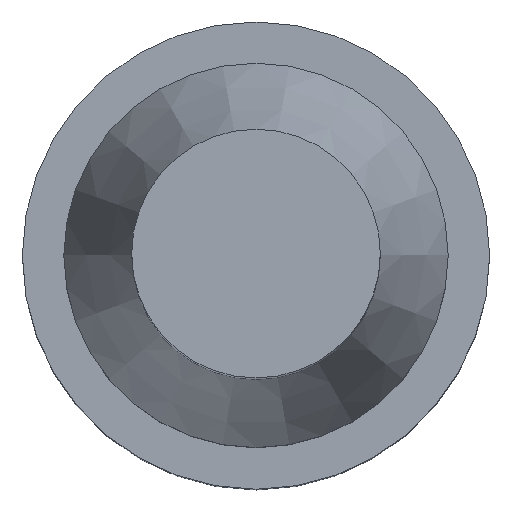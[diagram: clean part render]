
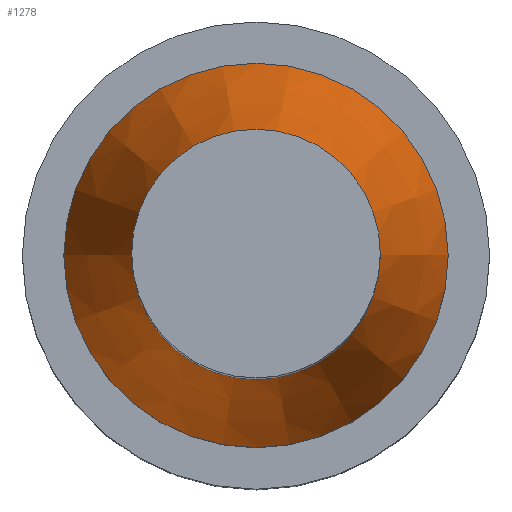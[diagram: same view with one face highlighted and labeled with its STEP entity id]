
A CAD part, top view. The second image highlights one B-rep face of the part: STEP entity #1278.
In plain terms, the highlighted conical face has half-angle 16.699 degrees and reference radius 12.75 mm.
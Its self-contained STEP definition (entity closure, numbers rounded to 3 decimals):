
#12=CONICAL_SURFACE($,#1333,12.75,16.699);
#18=FACE_BOUND($,#228,.T.);
#40=CIRCLE($,#1331,8.25);
#41=CIRCLE($,#1334,12.75);
#151=FACE_OUTER_BOUND($,#227,.T.);
#227=EDGE_LOOP($,(#1104));
#228=EDGE_LOOP($,(#1105));
#630=VERTEX_POINT($,#2416);
#631=VERTEX_POINT($,#2420);
#809=EDGE_CURVE($,#630,#630,#40,.T.);
#810=EDGE_CURVE($,#631,#631,#41,.T.);
#1104=ORIENTED_EDGE($,*,*,#810,.F.);
#1105=ORIENTED_EDGE($,*,*,#809,.T.);
#1278=ADVANCED_FACE($,(#151,#18),#12,.T.);
#1331=AXIS2_PLACEMENT_3D($,#2417,#1537,#1538);
#1333=AXIS2_PLACEMENT_3D($,#2419,#1541,#1542);
#1334=AXIS2_PLACEMENT_3D($,#2421,#1543,#1544);
#1537=DIRECTION('center_axis',(0.,0.,-1.));
#1538=DIRECTION('ref_axis',(-1.,0.,0.));
#1541=DIRECTION('center_axis',(0.,0.,-1.));
#1542=DIRECTION('ref_axis',(1.,0.,0.));
#1543=DIRECTION('center_axis',(0.,0.,-1.));
#1544=DIRECTION('ref_axis',(-1.,0.,0.));
#2416=CARTESIAN_POINT('',(-8.25,0.,51.));
#2417=CARTESIAN_POINT('Origin',(0.,0.,51.));
#2419=CARTESIAN_POINT('Origin',(0.,0.,36.));
#2420=CARTESIAN_POINT('',(12.75,0.,36.));
#2421=CARTESIAN_POINT('Origin',(0.,0.,36.));
